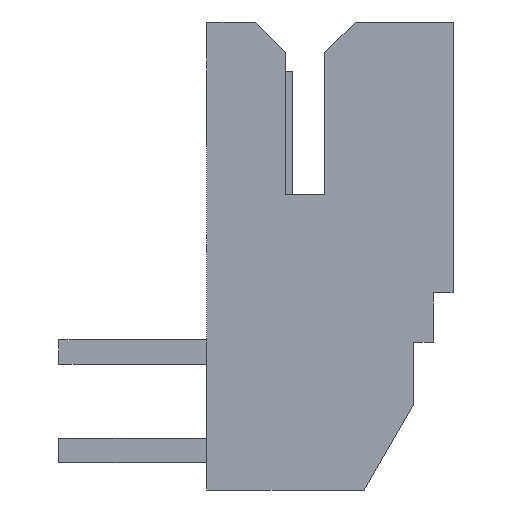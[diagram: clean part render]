
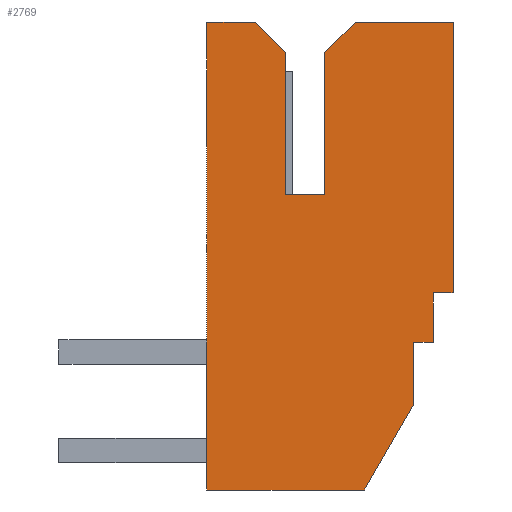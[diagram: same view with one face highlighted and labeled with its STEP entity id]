
A CAD part, left-side view. The second image highlights one B-rep face of the part: STEP entity #2769.
In plain terms, the highlighted planar face has unit normal (-1, 0, 0).
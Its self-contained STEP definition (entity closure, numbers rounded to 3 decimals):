
#72=DIRECTION('',(0.,0.,-1.));
#73=VECTOR('',#72,5.5);
#74=CARTESIAN_POINT('',(-5.,-2.5,0.));
#75=LINE('',#74,#73);
#76=DIRECTION('',(0.,1.,0.));
#77=VECTOR('',#76,0.4);
#78=CARTESIAN_POINT('',(-5.,-2.5,-5.5));
#79=LINE('',#78,#77);
#80=DIRECTION('',(0.,0.,-1.));
#81=VECTOR('',#80,1.);
#82=CARTESIAN_POINT('',(-5.,-2.1,-5.5));
#83=LINE('',#82,#81);
#84=DIRECTION('',(0.,1.,0.));
#85=VECTOR('',#84,0.4);
#86=CARTESIAN_POINT('',(-5.,-2.1,-6.5));
#87=LINE('',#86,#85);
#88=DIRECTION('',(0.,0.,-1.));
#89=VECTOR('',#88,1.27);
#90=CARTESIAN_POINT('',(-5.,-1.7,-6.5));
#91=LINE('',#90,#89);
#92=DIRECTION('',(0.,0.5,-0.866));
#93=VECTOR('',#92,1.998);
#94=CARTESIAN_POINT('',(-5.,-1.7,-7.77));
#95=LINE('',#94,#93);
#96=DIRECTION('',(0.,1.,0.));
#97=VECTOR('',#96,3.2);
#98=CARTESIAN_POINT('',(-5.,-0.7,-9.5));
#99=LINE('',#98,#97);
#100=DIRECTION('',(0.,0.,1.));
#101=VECTOR('',#100,9.5);
#102=CARTESIAN_POINT('',(-5.,2.5,-9.5));
#103=LINE('',#102,#101);
#104=DIRECTION('',(0.,-1.,0.));
#105=VECTOR('',#104,0.99);
#106=CARTESIAN_POINT('',(-5.,2.5,0.));
#107=LINE('',#106,#105);
#108=DIRECTION('',(0.,-0.707,-0.707));
#109=VECTOR('',#108,0.863);
#110=CARTESIAN_POINT('',(-5.,1.51,0.));
#111=LINE('',#110,#109);
#112=DIRECTION('',(0.,0.,-1.));
#113=VECTOR('',#112,2.89);
#114=CARTESIAN_POINT('',(-5.,0.9,-0.61));
#115=LINE('',#114,#113);
#116=DIRECTION('',(0.,-1.,0.));
#117=VECTOR('',#116,0.8);
#118=CARTESIAN_POINT('',(-5.,0.9,-3.5));
#119=LINE('',#118,#117);
#120=DIRECTION('',(0.,0.,1.));
#121=VECTOR('',#120,2.89);
#122=CARTESIAN_POINT('',(-5.,0.1,-3.5));
#123=LINE('',#122,#121);
#124=DIRECTION('',(0.,-0.707,0.707));
#125=VECTOR('',#124,0.863);
#126=CARTESIAN_POINT('',(-5.,0.1,-0.61));
#127=LINE('',#126,#125);
#128=DIRECTION('',(0.,-1.,0.));
#129=VECTOR('',#128,1.99);
#130=CARTESIAN_POINT('',(-5.,-0.51,0.));
#131=LINE('',#130,#129);
#2076=CARTESIAN_POINT('',(-5.,-2.5,0.));
#2077=CARTESIAN_POINT('',(-5.,-2.5,-5.5));
#2078=VERTEX_POINT('',#2076);
#2079=VERTEX_POINT('',#2077);
#2080=CARTESIAN_POINT('',(-5.,-2.1,-5.5));
#2081=VERTEX_POINT('',#2080);
#2082=CARTESIAN_POINT('',(-5.,-2.1,-6.5));
#2083=VERTEX_POINT('',#2082);
#2084=CARTESIAN_POINT('',(-5.,-1.7,-6.5));
#2085=VERTEX_POINT('',#2084);
#2086=CARTESIAN_POINT('',(-5.,-1.7,-7.77));
#2087=VERTEX_POINT('',#2086);
#2088=CARTESIAN_POINT('',(-5.,-0.7,-9.5));
#2089=VERTEX_POINT('',#2088);
#2090=CARTESIAN_POINT('',(-5.,2.5,-9.5));
#2091=VERTEX_POINT('',#2090);
#2092=CARTESIAN_POINT('',(-5.,2.5,0.));
#2093=VERTEX_POINT('',#2092);
#2094=CARTESIAN_POINT('',(-5.,-0.51,0.));
#2095=VERTEX_POINT('',#2094);
#2156=CARTESIAN_POINT('',(-5.,1.51,0.));
#2157=VERTEX_POINT('',#2156);
#2158=CARTESIAN_POINT('',(-5.,0.9,-0.61));
#2159=VERTEX_POINT('',#2158);
#2160=CARTESIAN_POINT('',(-5.,0.9,-3.5));
#2161=VERTEX_POINT('',#2160);
#2162=CARTESIAN_POINT('',(-5.,0.1,-3.5));
#2163=VERTEX_POINT('',#2162);
#2164=CARTESIAN_POINT('',(-5.,0.1,-0.61));
#2165=VERTEX_POINT('',#2164);
#2732=CARTESIAN_POINT('',(-5.,0.,0.));
#2733=DIRECTION('',(1.,0.,0.));
#2734=DIRECTION('',(0.,1.,0.));
#2735=AXIS2_PLACEMENT_3D('',#2732,#2733,#2734);
#2736=PLANE('',#2735);
#2738=ORIENTED_EDGE('',*,*,#2737,.T.);
#2740=ORIENTED_EDGE('',*,*,#2739,.T.);
#2742=ORIENTED_EDGE('',*,*,#2741,.T.);
#2744=ORIENTED_EDGE('',*,*,#2743,.T.);
#2746=ORIENTED_EDGE('',*,*,#2745,.T.);
#2748=ORIENTED_EDGE('',*,*,#2747,.T.);
#2750=ORIENTED_EDGE('',*,*,#2749,.T.);
#2752=ORIENTED_EDGE('',*,*,#2751,.T.);
#2754=ORIENTED_EDGE('',*,*,#2753,.T.);
#2756=ORIENTED_EDGE('',*,*,#2755,.T.);
#2758=ORIENTED_EDGE('',*,*,#2757,.T.);
#2760=ORIENTED_EDGE('',*,*,#2759,.T.);
#2762=ORIENTED_EDGE('',*,*,#2761,.T.);
#2764=ORIENTED_EDGE('',*,*,#2763,.T.);
#2766=ORIENTED_EDGE('',*,*,#2765,.T.);
#2767=EDGE_LOOP('',(#2738,#2740,#2742,#2744,#2746,#2748,#2750,#2752,#2754,#2756,
#2758,#2760,#2762,#2764,#2766));
#2768=FACE_OUTER_BOUND('',#2767,.F.);
#2769=ADVANCED_FACE('',(#2768),#2736,.F.);
#2737=EDGE_CURVE('',#2078,#2079,#75,.T.);
#2739=EDGE_CURVE('',#2079,#2081,#79,.T.);
#2741=EDGE_CURVE('',#2081,#2083,#83,.T.);
#2743=EDGE_CURVE('',#2083,#2085,#87,.T.);
#2745=EDGE_CURVE('',#2085,#2087,#91,.T.);
#2747=EDGE_CURVE('',#2087,#2089,#95,.T.);
#2749=EDGE_CURVE('',#2089,#2091,#99,.T.);
#2751=EDGE_CURVE('',#2091,#2093,#103,.T.);
#2753=EDGE_CURVE('',#2093,#2157,#107,.T.);
#2755=EDGE_CURVE('',#2157,#2159,#111,.T.);
#2757=EDGE_CURVE('',#2159,#2161,#115,.T.);
#2759=EDGE_CURVE('',#2161,#2163,#119,.T.);
#2761=EDGE_CURVE('',#2163,#2165,#123,.T.);
#2763=EDGE_CURVE('',#2165,#2095,#127,.T.);
#2765=EDGE_CURVE('',#2095,#2078,#131,.T.);
